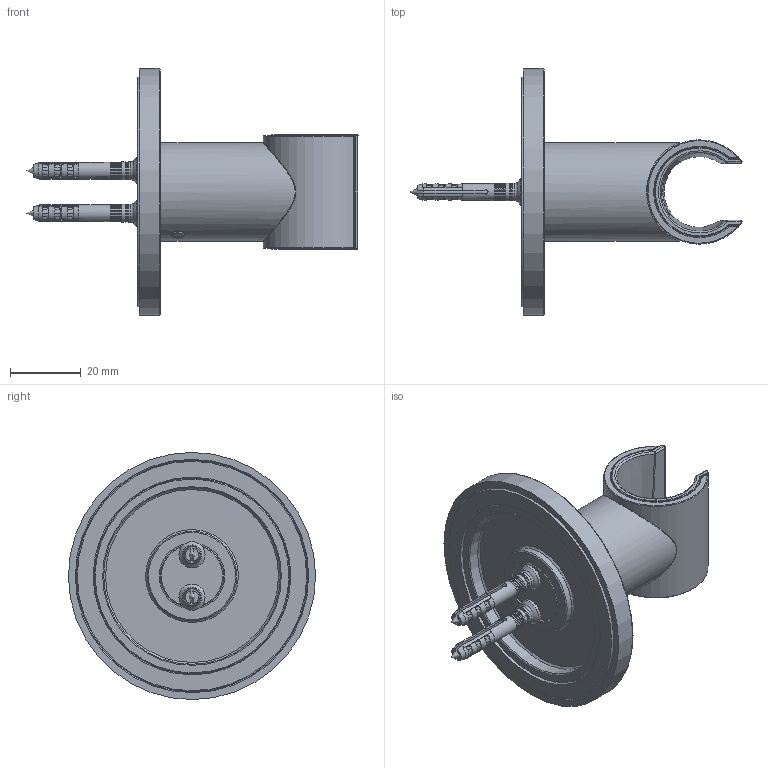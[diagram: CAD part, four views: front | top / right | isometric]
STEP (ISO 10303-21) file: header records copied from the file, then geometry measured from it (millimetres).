
FILE_DESCRIPTION(/* description */ ('Unknown'),/* implementation_level */ '2;1');
FILE_NAME(/* name */ 'M514-20',/* time_stamp */ '2020-03-18T11:27:26+01:00',/* author */ ('Unknown'),/* organization */ ('Unknown'),/* preprocessor_version */ 'ST-DEVELOPER v16.7',/* originating_system */ 'DEX',/* authorisation */ $);
FILE_SCHEMA (('AUTOMOTIVE_DESIGN {1 0 10303 214 3 1 1}'));
Length unit declared in the file: millimetre
Products named in the file (11): M514-00; M514-02; M514-03; M514-08; M514-07; M515-02; CB450-10; CW003-08; M514-09; 50395; 50395_0
Assembly tree (13 placements, depth 2):
  M514-00
    M514-02
    M514-03
    M514-08
    M514-07
    M515-02
    CB450-10
    CW003-08  x2
    M514-09
    50395  x2
    50395_0  x2
Bounding box: 94.03 x 70 x 70 mm (x, y, z)
Volume: 36868.2 mm3; surface area: 32846.4 mm2
Topology: 13 solids, 13 shells, 1065 faces, 2796 edges, 1749 vertices
Faces by surface type: plane 643, cylinder 232, cone 86, torus 49, bspline 33, sphere 22
Full cylindrical faces by diameter (mm): 3.242 x2, 3.5 x2, 3.7 x2, 4 x2, 4.134 x1, 4.8 x2, 4.96 x2, 5 x5, 5.5 x1, 6.8 x2, 7.4 x2, 10 x1, 11 x1, 18 x1, 18.631 x1, 19.5 x1, 22.1 x1, 23.5 x2, 24 x1, 25 x1, 25.3 x1, 25.5 x1, 28 x1, 50 x1, 55.5 x1, 56 x1, 65 x1, 65.5 x1, 70 x1
Entity records: 23826 total; most frequent: CARTESIAN_POINT 4485, DIRECTION 3650, ORIENTED_EDGE 3180, EDGE_CURVE 1590, AXIS2_PLACEMENT_3D 1513, VERTEX_POINT 1031, FACE_BOUND 793, EDGE_LOOP 790
